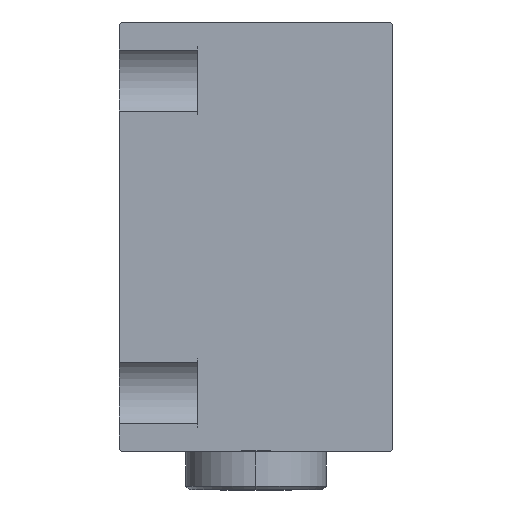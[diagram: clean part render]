
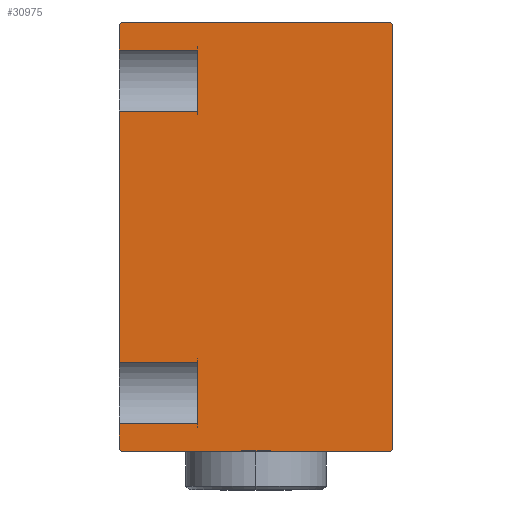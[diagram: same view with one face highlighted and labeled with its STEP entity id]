
A CAD part, left-side view. The second image highlights one B-rep face of the part: STEP entity #30975.
In plain terms, the highlighted face is planar.
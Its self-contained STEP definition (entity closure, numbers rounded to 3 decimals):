
#357 = VECTOR ( 'NONE', #3049, 1000. ) ;
#707 = EDGE_CURVE ( 'NONE', #7484, #20572, #33303, .T. ) ;
#745 = CARTESIAN_POINT ( 'NONE',  ( 56., -7.5, 16.087 ) ) ;
#1808 = VECTOR ( 'NONE', #36976, 1000. ) ;
#2398 = ORIENTED_EDGE ( 'NONE', *, *, #25453, .T. ) ;
#2448 = DIRECTION ( 'NONE',  ( 0., 0., -1. ) ) ;
#2934 = DIRECTION ( 'NONE',  ( 0., 1., 0. ) ) ;
#3049 = DIRECTION ( 'NONE',  ( 0., -0.707, 0.707 ) ) ;
#3159 = ORIENTED_EDGE ( 'NONE', *, *, #10604, .T. ) ;
#3227 = DIRECTION ( 'NONE',  ( 0., -1., 0. ) ) ;
#3330 = VECTOR ( 'NONE', #34223, 1000. ) ;
#3377 = EDGE_CURVE ( 'NONE', #14958, #7484, #32807, .T. ) ;
#3391 = LINE ( 'NONE', #17107, #29077 ) ;
#4169 = EDGE_CURVE ( 'NONE', #20572, #41707, #23867, .T. ) ;
#4226 = VECTOR ( 'NONE', #2448, 1000. ) ;
#4551 = VERTEX_POINT ( 'NONE', #9145 ) ;
#5293 = VERTEX_POINT ( 'NONE', #26482 ) ;
#5305 = VECTOR ( 'NONE', #38241, 1000. ) ;
#5758 = CARTESIAN_POINT ( 'NONE',  ( 56., 22.35, 22.35 ) ) ;
#5787 = CARTESIAN_POINT ( 'NONE',  ( 56., -17.5, 27.5 ) ) ;
#6156 = VECTOR ( 'NONE', #35837, 1000. ) ;
#6321 = CARTESIAN_POINT ( 'NONE',  ( 56., -22.35, -22.35 ) ) ;
#6464 = CARTESIAN_POINT ( 'NONE',  ( 56., -17.5, -27.2 ) ) ;
#6794 = VECTOR ( 'NONE', #13279, 1000. ) ;
#7223 = ORIENTED_EDGE ( 'NONE', *, *, #41164, .T. ) ;
#7424 = VECTOR ( 'NONE', #29420, 1000. ) ;
#7484 = VERTEX_POINT ( 'NONE', #6464 ) ;
#7865 = CARTESIAN_POINT ( 'NONE',  ( 56., -17.5, -27.5 ) ) ;
#8144 = ORIENTED_EDGE ( 'NONE', *, *, #3377, .T. ) ;
#9145 = CARTESIAN_POINT ( 'NONE',  ( 56., -17.5, -16.087 ) ) ;
#9255 = VERTEX_POINT ( 'NONE', #745 ) ;
#9471 = PLANE ( 'NONE',  #13453 ) ;
#9676 = LINE ( 'NONE', #26344, #25385 ) ;
#9697 = DIRECTION ( 'NONE',  ( 0., 0., -1. ) ) ;
#10604 = EDGE_CURVE ( 'NONE', #5293, #9255, #22745, .T. ) ;
#11736 = CARTESIAN_POINT ( 'NONE',  ( 56., 17.2, -27.5 ) ) ;
#11920 = ORIENTED_EDGE ( 'NONE', *, *, #21436, .T. ) ;
#12616 = CARTESIAN_POINT ( 'NONE',  ( 56., -17.5, 27.5 ) ) ;
#13279 = DIRECTION ( 'NONE',  ( 0., 0., -1. ) ) ;
#13453 = AXIS2_PLACEMENT_3D ( 'NONE', #40518, #40297, #9697 ) ;
#13999 = VERTEX_POINT ( 'NONE', #31614 ) ;
#14958 = VERTEX_POINT ( 'NONE', #16094 ) ;
#15379 = CARTESIAN_POINT ( 'NONE',  ( 56., -17.5, 23.913 ) ) ;
#16094 = CARTESIAN_POINT ( 'NONE',  ( 56., -17.5, -23.913 ) ) ;
#16659 = DIRECTION ( 'NONE',  ( 0., 0.707, -0.707 ) ) ;
#16998 = DIRECTION ( 'NONE',  ( 0., 1., 0. ) ) ;
#17107 = CARTESIAN_POINT ( 'NONE',  ( 56., -7.5, -16.087 ) ) ;
#17368 = LINE ( 'NONE', #38274, #19667 ) ;
#17372 = ORIENTED_EDGE ( 'NONE', *, *, #23905, .F. ) ;
#17381 = CARTESIAN_POINT ( 'NONE',  ( 56., -17.2, 27.5 ) ) ;
#17964 = CARTESIAN_POINT ( 'NONE',  ( 56., -7.5, -16.087 ) ) ;
#18008 = VERTEX_POINT ( 'NONE', #18134 ) ;
#18134 = CARTESIAN_POINT ( 'NONE',  ( 56., -17.5, 27.2 ) ) ;
#18262 = VERTEX_POINT ( 'NONE', #38329 ) ;
#18891 = EDGE_CURVE ( 'NONE', #14958, #18262, #9676, .T. ) ;
#19443 = ORIENTED_EDGE ( 'NONE', *, *, #707, .T. ) ;
#19667 = VECTOR ( 'NONE', #41856, 1000. ) ;
#19712 = LINE ( 'NONE', #5758, #357 ) ;
#20211 = ORIENTED_EDGE ( 'NONE', *, *, #24743, .T. ) ;
#20468 = ORIENTED_EDGE ( 'NONE', *, *, #23826, .T. ) ;
#20572 = VERTEX_POINT ( 'NONE', #28747 ) ;
#21436 = EDGE_CURVE ( 'NONE', #18008, #33215, #22895, .T. ) ;
#21638 = VERTEX_POINT ( 'NONE', #32500 ) ;
#22037 = DIRECTION ( 'NONE',  ( 0., 1., 0. ) ) ;
#22727 = CARTESIAN_POINT ( 'NONE',  ( 56., -17.5, 16.087 ) ) ;
#22745 = LINE ( 'NONE', #42956, #34596 ) ;
#22895 = LINE ( 'NONE', #5787, #7424 ) ;
#22974 = LINE ( 'NONE', #12616, #6794 ) ;
#23074 = EDGE_CURVE ( 'NONE', #29799, #4551, #3391, .T. ) ;
#23128 = EDGE_CURVE ( 'NONE', #28132, #4551, #22974, .T. ) ;
#23260 = CARTESIAN_POINT ( 'NONE',  ( 56., -7.5, 0. ) ) ;
#23737 = LINE ( 'NONE', #41484, #36261 ) ;
#23826 = EDGE_CURVE ( 'NONE', #33063, #21638, #19712, .T. ) ;
#23867 = LINE ( 'NONE', #7865, #37304 ) ;
#23905 = EDGE_CURVE ( 'NONE', #28132, #9255, #23737, .T. ) ;
#24034 = ORIENTED_EDGE ( 'NONE', *, *, #27890, .T. ) ;
#24743 = EDGE_CURVE ( 'NONE', #29799, #18262, #36305, .T. ) ;
#25385 = VECTOR ( 'NONE', #2934, 1000. ) ;
#25453 = EDGE_CURVE ( 'NONE', #13999, #33063, #42573, .T. ) ;
#26344 = CARTESIAN_POINT ( 'NONE',  ( 56., -7.5, -23.913 ) ) ;
#26482 = CARTESIAN_POINT ( 'NONE',  ( 56., -7.5, 23.913 ) ) ;
#27264 = LINE ( 'NONE', #36703, #3330 ) ;
#27890 = EDGE_CURVE ( 'NONE', #39739, #18008, #27264, .T. ) ;
#28132 = VERTEX_POINT ( 'NONE', #22727 ) ;
#28480 = ORIENTED_EDGE ( 'NONE', *, *, #33413, .T. ) ;
#28747 = CARTESIAN_POINT ( 'NONE',  ( 56., -17.2, -27.5 ) ) ;
#28830 = ORIENTED_EDGE ( 'NONE', *, *, #23074, .F. ) ;
#29077 = VECTOR ( 'NONE', #44311, 1000. ) ;
#29420 = DIRECTION ( 'NONE',  ( 0., 0., -1. ) ) ;
#29799 = VERTEX_POINT ( 'NONE', #17964 ) ;
#29991 = ORIENTED_EDGE ( 'NONE', *, *, #4169, .T. ) ;
#30020 = VECTOR ( 'NONE', #16659, 1000. ) ;
#30873 = LINE ( 'NONE', #41211, #34680 ) ;
#30975 = ADVANCED_FACE ( 'NONE', ( #34220 ), #9471, .T. ) ;
#31614 = CARTESIAN_POINT ( 'NONE',  ( 56., 17.5, -27.2 ) ) ;
#31931 = CARTESIAN_POINT ( 'NONE',  ( 56., 22.35, -22.35 ) ) ;
#32500 = CARTESIAN_POINT ( 'NONE',  ( 56., 17.2, 27.5 ) ) ;
#32807 = LINE ( 'NONE', #33254, #4226 ) ;
#33063 = VERTEX_POINT ( 'NONE', #35681 ) ;
#33215 = VERTEX_POINT ( 'NONE', #15379 ) ;
#33254 = CARTESIAN_POINT ( 'NONE',  ( 56., -17.5, 27.5 ) ) ;
#33303 = LINE ( 'NONE', #6321, #30020 ) ;
#33413 = EDGE_CURVE ( 'NONE', #21638, #39739, #30873, .T. ) ;
#33519 = DIRECTION ( 'NONE',  ( 0., 0., -1. ) ) ;
#34220 = FACE_OUTER_BOUND ( 'NONE', #34590, .T. ) ;
#34223 = DIRECTION ( 'NONE',  ( 0., -0.707, -0.707 ) ) ;
#34590 = EDGE_LOOP ( 'NONE', ( #29991, #7223, #2398, #20468, #28480, #24034, #11920, #42651, #3159, #17372, #43940, #28830, #20211, #41202, #8144, #19443 ) ) ;
#34596 = VECTOR ( 'NONE', #33519, 1000. ) ;
#34680 = VECTOR ( 'NONE', #3227, 1000. ) ;
#35681 = CARTESIAN_POINT ( 'NONE',  ( 56., 17.5, 27.2 ) ) ;
#35837 = DIRECTION ( 'NONE',  ( 0., 0., 1. ) ) ;
#35948 = EDGE_CURVE ( 'NONE', #5293, #33215, #17368, .T. ) ;
#36261 = VECTOR ( 'NONE', #16998, 1000. ) ;
#36305 = LINE ( 'NONE', #23260, #1808 ) ;
#36703 = CARTESIAN_POINT ( 'NONE',  ( 56., -22.35, 22.35 ) ) ;
#36976 = DIRECTION ( 'NONE',  ( 0., 0., -1. ) ) ;
#37304 = VECTOR ( 'NONE', #22037, 1000. ) ;
#38241 = DIRECTION ( 'NONE',  ( 0., 0.707, 0.707 ) ) ;
#38274 = CARTESIAN_POINT ( 'NONE',  ( 56., -7.5, 23.913 ) ) ;
#38329 = CARTESIAN_POINT ( 'NONE',  ( 56., -7.5, -23.913 ) ) ;
#39218 = CARTESIAN_POINT ( 'NONE',  ( 56., 17.5, -27.5 ) ) ;
#39739 = VERTEX_POINT ( 'NONE', #17381 ) ;
#40297 = DIRECTION ( 'NONE',  ( 1., 0., 0. ) ) ;
#40518 = CARTESIAN_POINT ( 'NONE',  ( 56., 0., 0. ) ) ;
#41164 = EDGE_CURVE ( 'NONE', #41707, #13999, #41600, .T. ) ;
#41202 = ORIENTED_EDGE ( 'NONE', *, *, #18891, .F. ) ;
#41211 = CARTESIAN_POINT ( 'NONE',  ( 56., 17.5, 27.5 ) ) ;
#41484 = CARTESIAN_POINT ( 'NONE',  ( 56., -7.5, 16.087 ) ) ;
#41600 = LINE ( 'NONE', #31931, #5305 ) ;
#41707 = VERTEX_POINT ( 'NONE', #11736 ) ;
#41856 = DIRECTION ( 'NONE',  ( 0., -1., 0. ) ) ;
#42573 = LINE ( 'NONE', #39218, #6156 ) ;
#42651 = ORIENTED_EDGE ( 'NONE', *, *, #35948, .F. ) ;
#42956 = CARTESIAN_POINT ( 'NONE',  ( 56., -7.5, 0. ) ) ;
#43940 = ORIENTED_EDGE ( 'NONE', *, *, #23128, .T. ) ;
#44311 = DIRECTION ( 'NONE',  ( 0., -1., 0. ) ) ;
